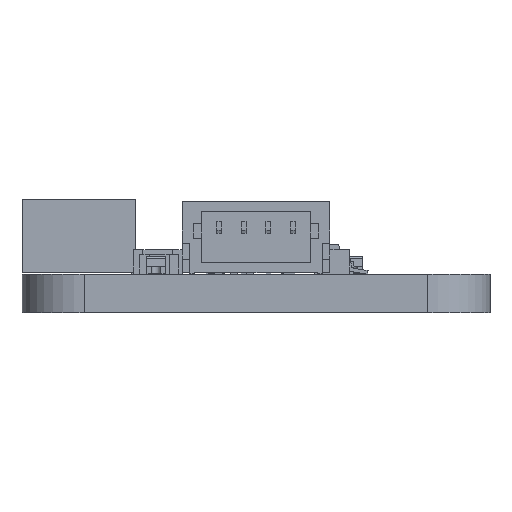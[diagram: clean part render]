
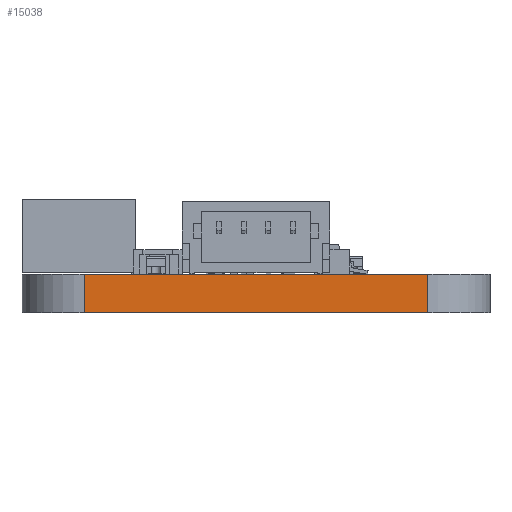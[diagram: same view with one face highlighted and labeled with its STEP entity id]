
A CAD part, left-side view. The second image highlights one B-rep face of the part: STEP entity #15038.
In plain terms, the highlighted planar face has unit normal (-1, 0, 0).
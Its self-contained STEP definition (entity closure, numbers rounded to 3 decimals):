
#219=PLANE('',#16058);
#884=FACE_OUTER_BOUND('',#1679,.T.);
#1679=EDGE_LOOP('',(#10308,#10309,#10310,#10311));
#2581=LINE('',#21553,#4399);
#2582=LINE('',#21556,#4400);
#2583=LINE('',#21558,#4401);
#2584=LINE('',#21559,#4402);
#4399=VECTOR('',#17436,10.);
#4400=VECTOR('',#17439,10.);
#4401=VECTOR('',#17440,10.);
#4402=VECTOR('',#17441,10.);
#6610=VERTEX_POINT('',#21549);
#6611=VERTEX_POINT('',#21551);
#6612=VERTEX_POINT('',#21555);
#6613=VERTEX_POINT('',#21557);
#8083=EDGE_CURVE('',#6610,#6611,#2581,.T.);
#8084=EDGE_CURVE('',#6612,#6610,#2582,.T.);
#8085=EDGE_CURVE('',#6613,#6611,#2583,.T.);
#8086=EDGE_CURVE('',#6612,#6613,#2584,.T.);
#10308=ORIENTED_EDGE('',*,*,#8084,.T.);
#10309=ORIENTED_EDGE('',*,*,#8083,.T.);
#10310=ORIENTED_EDGE('',*,*,#8085,.F.);
#10311=ORIENTED_EDGE('',*,*,#8086,.F.);
#15038=ADVANCED_FACE('',(#884),#219,.T.);
#16058=AXIS2_PLACEMENT_3D('',#21554,#17437,#17438);
#17436=DIRECTION('',(0.,0.,1.));
#17437=DIRECTION('center_axis',(-1.,0.,0.));
#17438=DIRECTION('ref_axis',(0.,-1.,0.));
#17439=DIRECTION('',(0.,-1.,0.));
#17440=DIRECTION('',(0.,-1.,0.));
#17441=DIRECTION('',(0.,0.,1.));
#21549=CARTESIAN_POINT('',(0.,2.54,0.));
#21551=CARTESIAN_POINT('',(0.,2.54,1.57));
#21553=CARTESIAN_POINT('',(0.,2.54,0.));
#21554=CARTESIAN_POINT('Origin',(0.,16.51,0.));
#21555=CARTESIAN_POINT('',(0.,16.51,0.));
#21556=CARTESIAN_POINT('',(0.,16.51,0.));
#21557=CARTESIAN_POINT('',(0.,16.51,1.57));
#21558=CARTESIAN_POINT('',(0.,16.51,1.57));
#21559=CARTESIAN_POINT('',(0.,16.51,0.));
